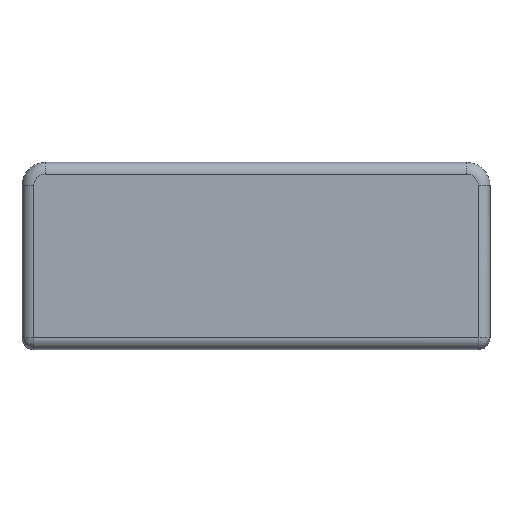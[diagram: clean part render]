
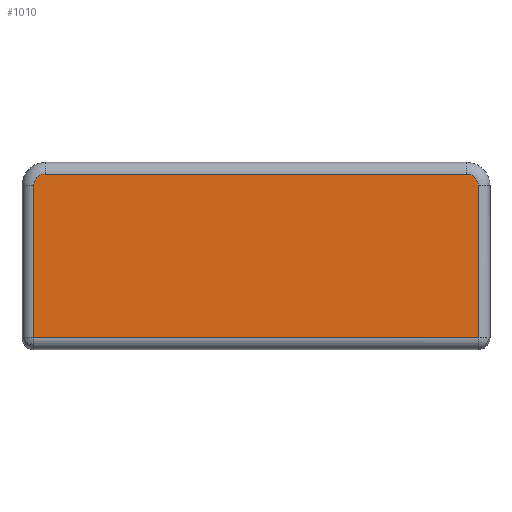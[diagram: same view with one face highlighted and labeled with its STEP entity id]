
A CAD part, top view. The second image highlights one B-rep face of the part: STEP entity #1010.
In plain terms, the highlighted planar face has unit normal (0, 0, 1).
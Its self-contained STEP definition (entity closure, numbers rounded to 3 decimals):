
#242 = B_SPLINE_CURVE_WITH_KNOTS ( 'NONE', 3,
 ( #490, #2832, #2091, #508, #261, #2329, #792, #3121, #808, #2850, #1805, #1841, #537, #1588, #297, #1278, #1334, #1573 ),
 .UNSPECIFIED., .F., .F.,
 ( 4, 1, 1, 2, 2, 2, 1, 1, 2, 2, 4 ),
 ( 0., 0.125, 0.187, 0.219, 0.25, 0.5, 0.625, 0.687, 0.719, 0.75, 1. ),
 .UNSPECIFIED. ) ;
#261 = CARTESIAN_POINT ( 'NONE',  ( 28.427, 9.463, 1.5 ) ) ;
#264 = LINE ( 'NONE', #3347, #1799 ) ;
#297 = CARTESIAN_POINT ( 'NONE',  ( 27.574, 10.386, 1.5 ) ) ;
#384 = VERTEX_POINT ( 'NONE', #459 ) ;
#459 = CARTESIAN_POINT ( 'NONE',  ( 27., 10.5, 1.5 ) ) ;
#460 = DIRECTION ( 'NONE',  ( -1., 0., 0. ) ) ;
#490 = CARTESIAN_POINT ( 'NONE',  ( 28.5, 9., 1.5 ) ) ;
#508 = CARTESIAN_POINT ( 'NONE',  ( 28.448, 9.395, 1.5 ) ) ;
#511 = CARTESIAN_POINT ( 'NONE',  ( 0., 0., 1.5 ) ) ;
#529 = DIRECTION ( 'NONE',  ( 1., 0., 0. ) ) ;
#534 = EDGE_CURVE ( 'NONE', #384, #764, #3012, .T. ) ;
#537 = CARTESIAN_POINT ( 'NONE',  ( 27.647, 10.354, 1.5 ) ) ;
#627 = CARTESIAN_POINT ( 'NONE',  ( 28.5, -10.5, 1.5 ) ) ;
#633 = ORIENTED_EDGE ( 'NONE', *, *, #2079, .T. ) ;
#663 = AXIS2_PLACEMENT_3D ( 'NONE', #511, #1560, #1296 ) ;
#666 = ORIENTED_EDGE ( 'NONE', *, *, #534, .T. ) ;
#690 = VERTEX_POINT ( 'NONE', #1060 ) ;
#694 = CARTESIAN_POINT ( 'NONE',  ( 0., 10.5, 1.5 ) ) ;
#708 = CARTESIAN_POINT ( 'NONE',  ( -27.095, 10.5, 1.5 ) ) ;
#718 = VECTOR ( 'NONE', #1652, 1000. ) ;
#741 = CARTESIAN_POINT ( 'NONE',  ( -28.134, 9.988, 1.5 ) ) ;
#763 = LINE ( 'NONE', #2599, #718 ) ;
#764 = VERTEX_POINT ( 'NONE', #2135 ) ;
#792 = CARTESIAN_POINT ( 'NONE',  ( 28.404, 9.528, 1.5 ) ) ;
#808 = CARTESIAN_POINT ( 'NONE',  ( 28.207, 9.914, 1.5 ) ) ;
#813 = CARTESIAN_POINT ( 'NONE',  ( -28.5, 9., 1.5 ) ) ;
#814 = LINE ( 'NONE', #2879, #1210 ) ;
#938 = ORIENTED_EDGE ( 'NONE', *, *, #968, .T. ) ;
#968 = EDGE_CURVE ( 'NONE', #1989, #1095, #264, .T. ) ;
#1010 = ADVANCED_FACE ( 'NONE', ( #1809 ), #2837, .T. ) ;
#1037 = CARTESIAN_POINT ( 'NONE',  ( -27.914, 10.207, 1.5 ) ) ;
#1060 = CARTESIAN_POINT ( 'NONE',  ( -28.5, 9., 1.5 ) ) ;
#1095 = VERTEX_POINT ( 'NONE', #3180 ) ;
#1210 = VECTOR ( 'NONE', #529, 1000. ) ;
#1250 = CARTESIAN_POINT ( 'NONE',  ( -27.463, 10.427, 1.5 ) ) ;
#1278 = CARTESIAN_POINT ( 'NONE',  ( 27.375, 10.465, 1.5 ) ) ;
#1282 = CARTESIAN_POINT ( 'NONE',  ( -27.508, 10.412, 1.5 ) ) ;
#1296 = DIRECTION ( 'NONE',  ( 1., 0., 0. ) ) ;
#1334 = CARTESIAN_POINT ( 'NONE',  ( 27.191, 10.5, 1.5 ) ) ;
#1357 = EDGE_CURVE ( 'NONE', #690, #2377, #763, .T. ) ;
#1424 = B_SPLINE_CURVE_WITH_KNOTS ( 'NONE', 3,
 ( #2301, #708, #1743, #2544, #1250, #1282, #3321, #2033, #1037, #741, #2780, #3083, #1775, #2064, #2049, #3098, #3170, #813 ),
 .UNSPECIFIED., .F., .F.,
 ( 4, 1, 1, 2, 2, 2, 1, 1, 2, 2, 4 ),
 ( 0., 0.125, 0.188, 0.219, 0.25, 0.5, 0.625, 0.688, 0.719, 0.75, 1. ),
 .UNSPECIFIED. ) ;
#1560 = DIRECTION ( 'NONE',  ( 0., 0., 1. ) ) ;
#1573 = CARTESIAN_POINT ( 'NONE',  ( 27., 10.5, 1.5 ) ) ;
#1588 = CARTESIAN_POINT ( 'NONE',  ( 27.6, 10.375, 1.5 ) ) ;
#1641 = EDGE_CURVE ( 'NONE', #2377, #1989, #814, .T. ) ;
#1652 = DIRECTION ( 'NONE',  ( 0., -1., 0. ) ) ;
#1726 = ORIENTED_EDGE ( 'NONE', *, *, #1641, .T. ) ;
#1743 = CARTESIAN_POINT ( 'NONE',  ( -27.236, 10.487, 1.5 ) ) ;
#1775 = CARTESIAN_POINT ( 'NONE',  ( -28.354, 9.647, 1.5 ) ) ;
#1783 = CARTESIAN_POINT ( 'NONE',  ( -28.5, -10.5, 1.5 ) ) ;
#1799 = VECTOR ( 'NONE', #3331, 1000. ) ;
#1805 = CARTESIAN_POINT ( 'NONE',  ( 27.869, 10.23, 1.5 ) ) ;
#1809 = FACE_OUTER_BOUND ( 'NONE', #2101, .T. ) ;
#1841 = CARTESIAN_POINT ( 'NONE',  ( 27.716, 10.32, 1.5 ) ) ;
#1989 = VERTEX_POINT ( 'NONE', #627 ) ;
#2033 = CARTESIAN_POINT ( 'NONE',  ( -27.744, 10.319, 1.5 ) ) ;
#2049 = CARTESIAN_POINT ( 'NONE',  ( -28.386, 9.574, 1.5 ) ) ;
#2064 = CARTESIAN_POINT ( 'NONE',  ( -28.375, 9.6, 1.5 ) ) ;
#2079 = EDGE_CURVE ( 'NONE', #764, #690, #1424, .T. ) ;
#2091 = CARTESIAN_POINT ( 'NONE',  ( 28.487, 9.236, 1.5 ) ) ;
#2101 = EDGE_LOOP ( 'NONE', ( #2705, #1726, #938, #2156, #666, #633 ) ) ;
#2135 = CARTESIAN_POINT ( 'NONE',  ( -27., 10.5, 1.5 ) ) ;
#2156 = ORIENTED_EDGE ( 'NONE', *, *, #2386, .T. ) ;
#2301 = CARTESIAN_POINT ( 'NONE',  ( -27., 10.5, 1.5 ) ) ;
#2329 = CARTESIAN_POINT ( 'NONE',  ( 28.412, 9.508, 1.5 ) ) ;
#2377 = VERTEX_POINT ( 'NONE', #1783 ) ;
#2386 = EDGE_CURVE ( 'NONE', #1095, #384, #242, .T. ) ;
#2544 = CARTESIAN_POINT ( 'NONE',  ( -27.395, 10.448, 1.5 ) ) ;
#2599 = CARTESIAN_POINT ( 'NONE',  ( -28.5, 0., 1.5 ) ) ;
#2705 = ORIENTED_EDGE ( 'NONE', *, *, #1357, .T. ) ;
#2780 = CARTESIAN_POINT ( 'NONE',  ( -28.23, 9.869, 1.5 ) ) ;
#2821 = VECTOR ( 'NONE', #460, 1000. ) ;
#2832 = CARTESIAN_POINT ( 'NONE',  ( 28.5, 9.095, 1.5 ) ) ;
#2837 = PLANE ( 'NONE',  #663 ) ;
#2850 = CARTESIAN_POINT ( 'NONE',  ( 27.988, 10.134, 1.5 ) ) ;
#2879 = CARTESIAN_POINT ( 'NONE',  ( 0., -10.5, 1.5 ) ) ;
#3012 = LINE ( 'NONE', #694, #2821 ) ;
#3083 = CARTESIAN_POINT ( 'NONE',  ( -28.32, 9.716, 1.5 ) ) ;
#3098 = CARTESIAN_POINT ( 'NONE',  ( -28.465, 9.375, 1.5 ) ) ;
#3121 = CARTESIAN_POINT ( 'NONE',  ( 28.319, 9.744, 1.5 ) ) ;
#3170 = CARTESIAN_POINT ( 'NONE',  ( -28.5, 9.191, 1.5 ) ) ;
#3180 = CARTESIAN_POINT ( 'NONE',  ( 28.5, 9., 1.5 ) ) ;
#3321 = CARTESIAN_POINT ( 'NONE',  ( -27.528, 10.404, 1.5 ) ) ;
#3331 = DIRECTION ( 'NONE',  ( 0., 1., 0. ) ) ;
#3347 = CARTESIAN_POINT ( 'NONE',  ( 28.5, 0., 1.5 ) ) ;
